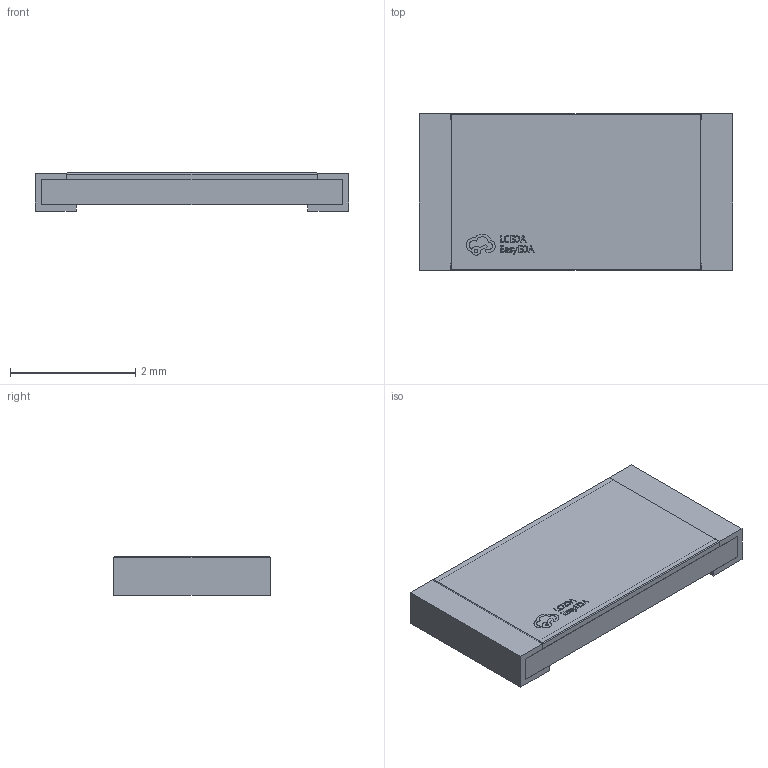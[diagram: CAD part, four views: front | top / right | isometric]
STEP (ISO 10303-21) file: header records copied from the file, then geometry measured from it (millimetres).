
FILE_DESCRIPTION (( 'STEP AP214' ), '1' );
FILE_NAME ('R2010_L5.0-W2.5-H0.6.step', '2022-07-28T08:34:46', ( '' ), ( '' ), 'SwSTEP 2.0', 'SolidWorks 2020', '' );
FILE_SCHEMA (( 'AUTOMOTIVE_DESIGN' ));
Length unit declared in the file: millimetre
Products named in the file (1): R2010_L5.0-W2.5-H0.6
Bounding box: 5 x 2.5 x 0.61 mm (x, y, z)
Surface area: 83.6 mm2
Topology: 3 solids, 3 shells, 270 faces, 731 edges, 486 vertices
Faces by surface type: plane 172, bspline 98
Entity records: 11937 total; most frequent: CARTESIAN_POINT 2794, ORIENTED_EDGE 1462, DIRECTION 877, EDGE_CURVE 731, LINE 531, VECTOR 531, VERTEX_POINT 486, EDGE_LOOP 289
